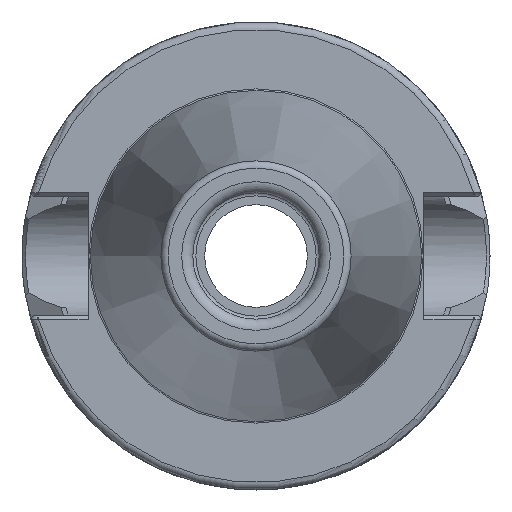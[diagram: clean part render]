
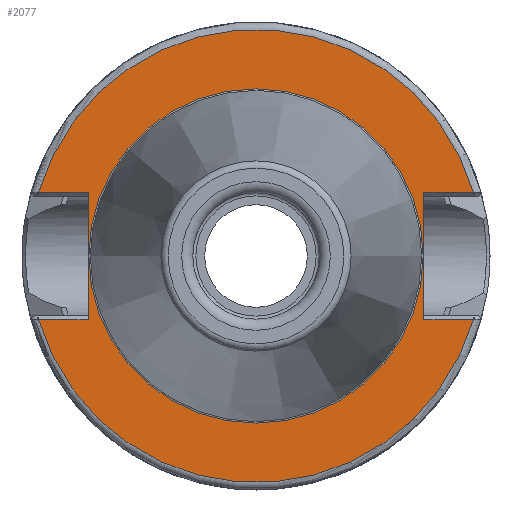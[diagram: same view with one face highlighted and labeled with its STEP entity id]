
A CAD part, left-side view. The second image highlights one B-rep face of the part: STEP entity #2077.
In plain terms, the highlighted planar face has unit normal (-1, 0, 0).
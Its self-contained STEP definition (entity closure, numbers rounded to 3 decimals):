
#17=FACE_BOUND('',#326,.T.);
#72=PLANE('',#2224);
#212=FACE_OUTER_BOUND('',#325,.T.);
#325=EDGE_LOOP('',(#1450,#1451,#1452,#1453,#1454,#1455,#1456,#1457));
#326=EDGE_LOOP('',(#1458,#1459));
#448=LINE('',#3306,#563);
#450=LINE('',#3374,#565);
#451=LINE('',#3376,#566);
#452=LINE('',#3380,#567);
#453=LINE('',#3382,#568);
#454=LINE('',#3383,#569);
#563=VECTOR('',#2499,10.);
#565=VECTOR('',#2517,10.);
#566=VECTOR('',#2518,10.);
#567=VECTOR('',#2521,10.);
#568=VECTOR('',#2522,10.);
#569=VECTOR('',#2523,10.);
#682=CIRCLE('',#2223,30.5);
#683=CIRCLE('',#2225,30.5);
#684=CIRCLE('',#2226,22.498);
#685=CIRCLE('',#2227,22.498);
#839=VERTEX_POINT('',#3299);
#842=VERTEX_POINT('',#3304);
#848=VERTEX_POINT('',#3352);
#850=VERTEX_POINT('',#3373);
#851=VERTEX_POINT('',#3375);
#852=VERTEX_POINT('',#3377);
#853=VERTEX_POINT('',#3379);
#854=VERTEX_POINT('',#3381);
#855=VERTEX_POINT('',#3384);
#856=VERTEX_POINT('',#3385);
#1082=EDGE_CURVE('',#842,#839,#448,.T.);
#1092=EDGE_CURVE('',#839,#848,#682,.T.);
#1095=EDGE_CURVE('',#842,#850,#450,.T.);
#1096=EDGE_CURVE('',#851,#850,#451,.T.);
#1097=EDGE_CURVE('',#852,#851,#683,.T.);
#1098=EDGE_CURVE('',#853,#852,#452,.T.);
#1099=EDGE_CURVE('',#853,#854,#453,.T.);
#1100=EDGE_CURVE('',#848,#854,#454,.T.);
#1101=EDGE_CURVE('',#855,#856,#684,.T.);
#1102=EDGE_CURVE('',#856,#855,#685,.T.);
#1450=ORIENTED_EDGE('',*,*,#1082,.F.);
#1451=ORIENTED_EDGE('',*,*,#1095,.T.);
#1452=ORIENTED_EDGE('',*,*,#1096,.F.);
#1453=ORIENTED_EDGE('',*,*,#1097,.F.);
#1454=ORIENTED_EDGE('',*,*,#1098,.F.);
#1455=ORIENTED_EDGE('',*,*,#1099,.T.);
#1456=ORIENTED_EDGE('',*,*,#1100,.F.);
#1457=ORIENTED_EDGE('',*,*,#1092,.F.);
#1458=ORIENTED_EDGE('',*,*,#1101,.T.);
#1459=ORIENTED_EDGE('',*,*,#1102,.T.);
#2077=ADVANCED_FACE('',(#212,#17),#72,.T.);
#2223=AXIS2_PLACEMENT_3D('',#3353,#2513,#2514);
#2224=AXIS2_PLACEMENT_3D('',#3372,#2515,#2516);
#2225=AXIS2_PLACEMENT_3D('',#3378,#2519,#2520);
#2226=AXIS2_PLACEMENT_3D('',#3386,#2524,#2525);
#2227=AXIS2_PLACEMENT_3D('',#3387,#2526,#2527);
#2499=DIRECTION('',(0.,-1.,0.));
#2513=DIRECTION('center_axis',(1.,0.,0.));
#2514=DIRECTION('ref_axis',(0.,0.,-1.));
#2515=DIRECTION('center_axis',(-1.,0.,0.));
#2516=DIRECTION('ref_axis',(0.,0.,1.));
#2517=DIRECTION('',(0.,0.,1.));
#2518=DIRECTION('',(0.,1.,0.));
#2519=DIRECTION('center_axis',(1.,0.,0.));
#2520=DIRECTION('ref_axis',(0.,0.,-1.));
#2521=DIRECTION('',(0.,1.,0.));
#2522=DIRECTION('',(0.,0.,-1.));
#2523=DIRECTION('',(0.,-1.,0.));
#2524=DIRECTION('center_axis',(1.,0.,0.));
#2525=DIRECTION('ref_axis',(0.,0.,-1.));
#2526=DIRECTION('center_axis',(1.,0.,0.));
#2527=DIRECTION('ref_axis',(0.,0.,-1.));
#3299=CARTESIAN_POINT('',(1.6,-29.277,-8.55));
#3304=CARTESIAN_POINT('',(1.6,-22.6,-8.55));
#3306=CARTESIAN_POINT('',(1.6,-0.5,-8.55));
#3352=CARTESIAN_POINT('',(1.6,29.277,-8.55));
#3353=CARTESIAN_POINT('Origin',(1.6,0.,
0.));
#3372=CARTESIAN_POINT('Origin',(1.6,30.5,0.));
#3373=CARTESIAN_POINT('',(1.6,-22.6,8.55));
#3374=CARTESIAN_POINT('',(1.6,-22.6,0.));
#3375=CARTESIAN_POINT('',(1.6,-29.277,8.55));
#3376=CARTESIAN_POINT('',(1.6,-0.5,8.55));
#3377=CARTESIAN_POINT('',(1.6,29.277,8.55));
#3378=CARTESIAN_POINT('Origin',(1.6,0.,
0.));
#3379=CARTESIAN_POINT('',(1.6,22.6,8.55));
#3380=CARTESIAN_POINT('',(1.6,31.,8.55));
#3381=CARTESIAN_POINT('',(1.6,22.6,-8.55));
#3382=CARTESIAN_POINT('',(1.6,22.6,0.));
#3383=CARTESIAN_POINT('',(1.6,31.,-8.55));
#3384=CARTESIAN_POINT('',(1.6,22.498,0.));
#3385=CARTESIAN_POINT('',(1.6,0.,22.498));
#3386=CARTESIAN_POINT('Origin',(1.6,0.,
0.));
#3387=CARTESIAN_POINT('Origin',(1.6,0.,
0.));
